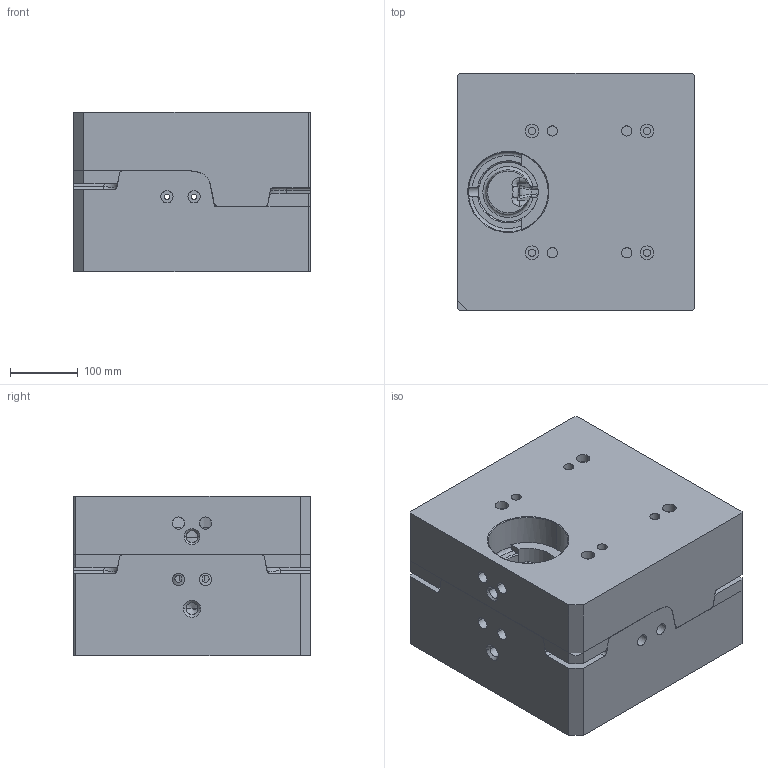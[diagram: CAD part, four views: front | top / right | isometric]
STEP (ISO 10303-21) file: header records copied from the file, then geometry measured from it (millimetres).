
FILE_DESCRIPTION((''),'2;1');
FILE_NAME('MFG0001_ASM','2018-05-18T',('Administrator'),(''),'CREO PARAMETRIC BY PTC INC, 2014190','CREO PARAMETRIC BY PTC INC, 2014190','');
FILE_SCHEMA(('CONFIG_CONTROL_DESIGN'));
Products named in the file (8): MOLD_VOL_1; MOLD_VOL_2; 1; FZ; B; A; MOLD_VOL_3; MFG0001_ASM
Assembly tree (7 placements, depth 2):
  MFG0001_ASM
    MOLD_VOL_1
    MOLD_VOL_2
    1
    FZ
    B
    A
    MOLD_VOL_3
Bounding box: 350 x 350 x 236.48 mm (x, y, z)
Volume: 27389806.9 mm3; surface area: 1589145.3 mm2
Topology: 7 solids, 12 shells, 940 faces, 2545 edges, 1632 vertices
Faces by surface type: cylinder 331, plane 251, bspline 209, cone 68, extrusion 38, torus 23, sphere 20
Entity records: 50635 total; most frequent: CARTESIAN_POINT 28505, ORIENTED_EDGE 4972, DIRECTION 3905, EDGE_CURVE 2543, VERTEX_POINT 1632, AXIS2_PLACEMENT_3D 1437, EDGE_LOOP 1053, VECTOR 1031
